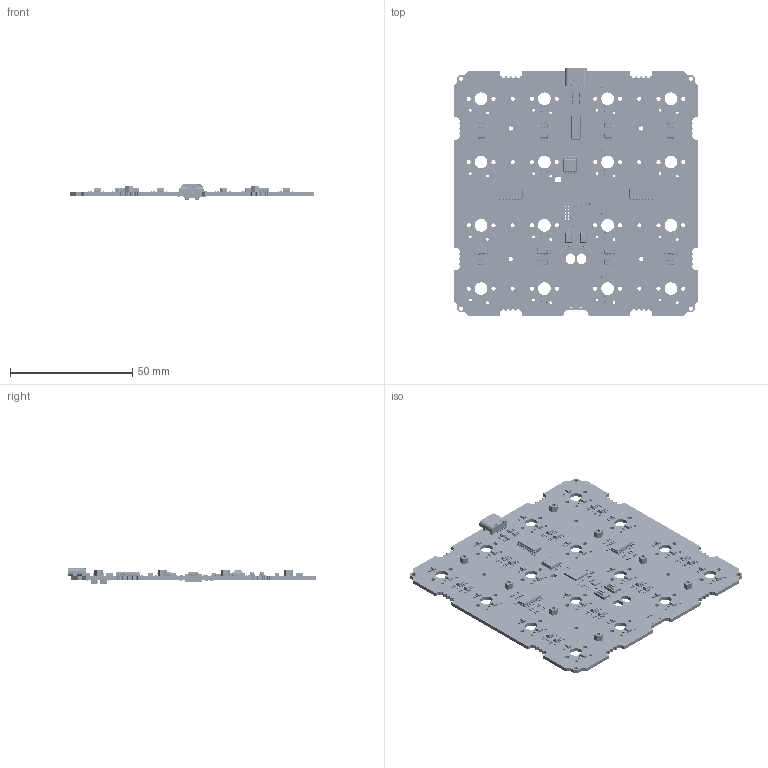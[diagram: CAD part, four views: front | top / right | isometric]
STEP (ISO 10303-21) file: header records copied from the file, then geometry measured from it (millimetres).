
FILE_DESCRIPTION(('KiCad electronic assembly'),'2;1');
FILE_NAME('PCBA-BU16-3D.step','2025-07-31T20:08:04',('Pcbnew'),('Kicad') ,'Open CASCADE STEP processor 7.6','KiCad to STEP converter','Unknown' );
FILE_SCHEMA(('AUTOMOTIVE_DESIGN { 1 0 10303 214 1 1 1 1 }'));
Length unit declared in the file: millimetre
Products named in the file (29): PCBA-BU16-3D 1; ws2812-2020; LEG003; LEG002; Body; LEG; Body001; LEG001; C_0402_1005Metric; R_0402_1005Metric; SOIC-16_3.9x9.9mm_P1.27mm; SOIC-8-1_wide; SOT-23W; SOT-23-5; SW_SPST_CK_RS282G05A3; SMD_NUT_M1.6x2.5; SOT-363_SC-70-6; Crystal_SMD_Abracon_ABM8G-4Pin_3.2x2.5mm; HRO_TYPE-C-31-M-12; ConPins; PcbPins; Mold; Frame; QFN-56-1EP_7x7mm_P0.4mm_EP3.2x3.2mm; L_0402_1005Metric; R_0805_2012Metric; SOT-23-6; SOT-353_SC-70-5; kibot_t17k2c6w_PCB
Assembly tree (279 placements, depth 3):
  PCBA-BU16-3D 1
    ws2812-2020  x16
      LEG003
      LEG002
      Body
      LEG
      Body001
      LEG001
    C_0402_1005Metric  x102
    R_0402_1005Metric  x89
    SOIC-16_3.9x9.9mm_P1.27mm  x3
    SOIC-8-1_wide
    SOT-23W  x16
    SOT-23-5  x18
    SW_SPST_CK_RS282G05A3  x2
    SMD_NUT_M1.6x2.5  x8
    SOT-363_SC-70-6  x4
    Crystal_SMD_Abracon_ABM8G-4Pin_3.2x2.5mm
    HRO_TYPE-C-31-M-12
      ConPins
      PcbPins
      Mold
      Frame
    QFN-56-1EP_7x7mm_P0.4mm_EP3.2x3.2mm  x2
    L_0402_1005Metric
    R_0805_2012Metric
    SOT-23-6  x2
    SOT-353_SC-70-5
    kibot_t17k2c6w_PCB
Bounding box: 100 x 101.4 x 6.39 mm (x, y, z)
Volume: 14836.2 mm3; surface area: 24023.2 mm2
Topology: 352 solids, 352 shells, 12840 faces, 33597 edges, 21730 vertices
Faces by surface type: plane 8668, cylinder 3364, bspline 744, sphere 32, torus 26, cone 6
Full cylindrical faces by diameter (mm): 0.4 x2, 0.5 x2, 0.65 x12, 0.75 x2, 1.1 x32, 1.6 x8, 1.7 x40, 2.41 x8, 2.6 x8, 5.2 x16
Entity records: 81612 total; most frequent: CARTESIAN_POINT 16695, ORIENTED_EDGE 13314, DIRECTION 12983, EDGE_CURVE 6657, LINE 5127, VECTOR 5127, VERTEX_POINT 4260, AXIS2_PLACEMENT_3D 3928
